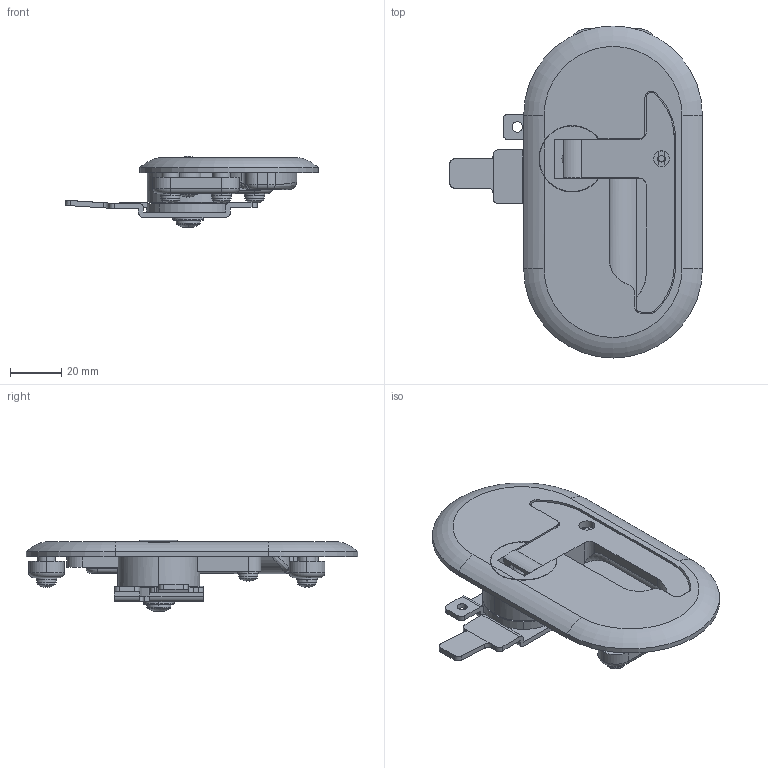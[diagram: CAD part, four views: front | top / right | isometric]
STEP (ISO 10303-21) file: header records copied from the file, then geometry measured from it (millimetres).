
FILE_DESCRIPTION (( 'STEP AP203' ), '1' );
FILE_NAME ('sone3D.STEP', '2016-01-15T07:09:25', ( '' ), ( '' ), 'SwSTEP 2.0', 'SolidWorks 2012', '' );
FILE_SCHEMA (( 'CONFIG_CONTROL_DESIGN' ));
Length unit declared in the file: millimetre
Products named in the file (16): sone3D; 廫帤寠晅嶮偹偠M3_M3亊L4; A-234M4ネジ; 平ワッシャーM4小型丸_JIS B 1256 Small circular 4; スプリングワッシャーM4_JIS B 1251 No.2 5; 廫帤寠晅側傋偹偠M4_M4亊8; TPねじM5_M5×6; A-234カムプレート_; A-234取付け金具_; A-234ロックプレート_; A-234僴儞僪儖儂儖僟乕_; A-234ƒnƒ“ƒhƒ‹ƒVƒƒƒtƒg_; A-234僴儞僪儖__A-234-1; A-234セットプレート_; A-234キー芯棒_; A-234本体_
Assembly tree (21 placements, depth 3):
  sone3D
    A-234本体_
    A-234キー芯棒_
    A-234セットプレート_
    A-234僴儞僪儖__A-234-1
    A-234ƒnƒ“ƒhƒ‹ƒVƒƒƒtƒg_
    A-234僴儞僪儖儂儖僟乕_
    A-234ロックプレート_
    A-234取付け金具_  x2
    A-234カムプレート_
    TPねじM5_M5×6
    A-234M4ネジ  x5
      廫帤寠晅側傋偹偠M4_M4亊8
      スプリングワッシャーM4_JIS B 1251 No.2 5
      平ワッシャーM4小型丸_JIS B 1256 Small circular 4
    廫帤寠晅嶮偹偠M3_M3亊L4  x2
Bounding box: 99 x 130 x 27.93 mm (x, y, z)
Volume: 56454.2 mm3; surface area: 47862 mm2
Topology: 28 solids, 28 shells, 677 faces, 1676 edges, 1086 vertices
Faces by surface type: plane 326, cylinder 259, cone 38, torus 35, sphere 13, bspline 6
Entity records: 17455 total; most frequent: CARTESIAN_POINT 3412, DIRECTION 2707, ORIENTED_EDGE 2458, EDGE_CURVE 1229, AXIS2_PLACEMENT_3D 1030, VERTEX_POINT 796, LINE 647, VECTOR 647
